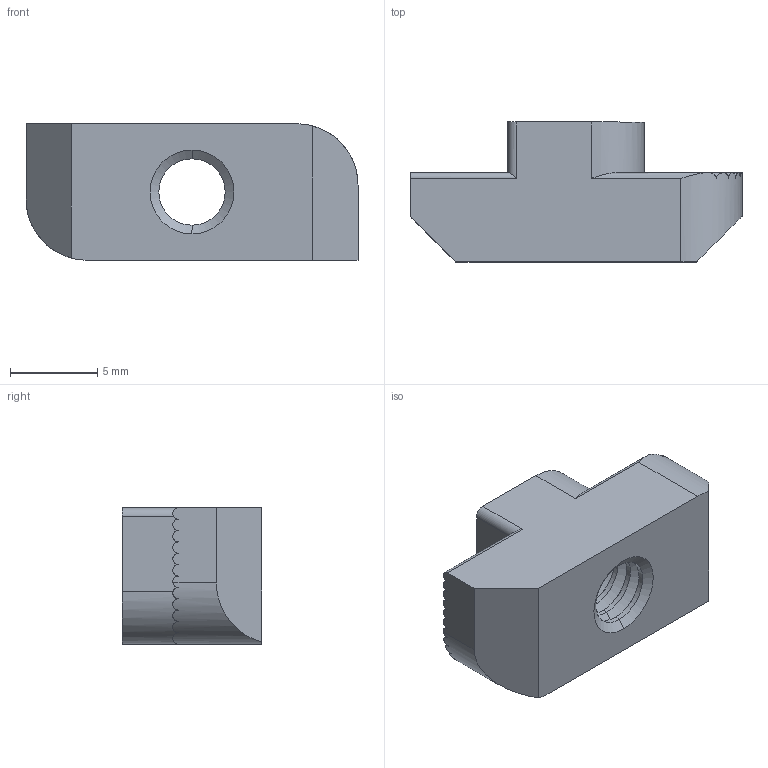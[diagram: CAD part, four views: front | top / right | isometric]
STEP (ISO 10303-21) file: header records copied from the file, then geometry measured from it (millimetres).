
FILE_DESCRIPTION (( 'STEP AP203' ), '1' );
FILE_NAME ('CE-TN4-8-40(2017).STEP', '2019-02-20T12:00:17', ( '微软用户' ), ( '微软中国' ), 'SwSTEP 2.0', 'SolidWorks 2014', '' );
FILE_SCHEMA (( 'CONFIG_CONTROL_DESIGN' ));
Length unit declared in the file: millimetre
Products named in the file (1): CE-TN4-8-40(2017)
Bounding box: 19 x 8 x 7.8 mm (x, y, z)
Volume: 735.9 mm3; surface area: 762.1 mm2
Topology: 1 solids, 1 shells, 88 faces, 212 edges, 126 vertices
Faces by surface type: cylinder 46, cone 32, plane 10
Entity records: 2795 total; most frequent: CARTESIAN_POINT 661, DIRECTION 450, ORIENTED_EDGE 424, EDGE_CURVE 212, AXIS2_PLACEMENT_3D 175, VERTEX_POINT 126, VECTOR 100, LINE 100
